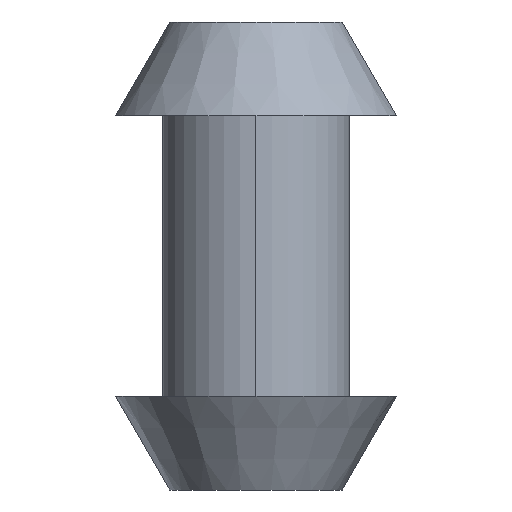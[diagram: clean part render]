
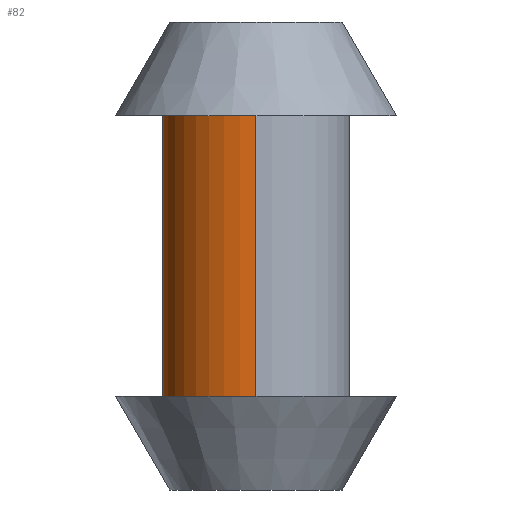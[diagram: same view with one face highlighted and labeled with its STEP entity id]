
A CAD part, left-side view. The second image highlights one B-rep face of the part: STEP entity #82.
In plain terms, the highlighted cylindrical face has radius 5 mm (diameter 10 mm), a partial arc.
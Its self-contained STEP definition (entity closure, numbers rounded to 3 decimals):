
#1 = DIRECTION ( 'NONE',  ( 0., 0., -1. ) ) ;
#55 = ORIENTED_EDGE ( 'NONE', *, *, #263, .T. ) ;
#60 = CARTESIAN_POINT ( 'NONE',  ( 5., 0., 7.5 ) ) ;
#66 = DIRECTION ( 'NONE',  ( 0., 0., 1. ) ) ;
#75 = CYLINDRICAL_SURFACE ( 'NONE', #500, 5. ) ;
#82 = ADVANCED_FACE ( 'NONE', ( #485 ), #75, .T. ) ;
#88 = CIRCLE ( 'NONE', #262, 5. ) ;
#90 = AXIS2_PLACEMENT_3D ( 'NONE', #446, #66, #377 ) ;
#92 = LINE ( 'NONE', #572, #647 ) ;
#112 = ORIENTED_EDGE ( 'NONE', *, *, #383, .F. ) ;
#188 = VERTEX_POINT ( 'NONE', #393 ) ;
#198 = VERTEX_POINT ( 'NONE', #378 ) ;
#212 = DIRECTION ( 'NONE',  ( 0., 0., -1. ) ) ;
#248 = DIRECTION ( 'NONE',  ( 0., 0., -1. ) ) ;
#262 = AXIS2_PLACEMENT_3D ( 'NONE', #359, #467, #363 ) ;
#263 = EDGE_CURVE ( 'NONE', #665, #188, #682, .T. ) ;
#304 = ORIENTED_EDGE ( 'NONE', *, *, #531, .T. ) ;
#359 = CARTESIAN_POINT ( 'NONE',  ( 0., 0., 7.5 ) ) ;
#363 = DIRECTION ( 'NONE',  ( 1., 0., 0. ) ) ;
#368 = CARTESIAN_POINT ( 'NONE',  ( 5., 0., 7.5 ) ) ;
#377 = DIRECTION ( 'NONE',  ( 1., 0., 0. ) ) ;
#378 = CARTESIAN_POINT ( 'NONE',  ( -5., 0., 7.5 ) ) ;
#383 = EDGE_CURVE ( 'NONE', #611, #198, #88, .T. ) ;
#392 = CARTESIAN_POINT ( 'NONE',  ( 5., 0., -7.5 ) ) ;
#393 = CARTESIAN_POINT ( 'NONE',  ( -5., 0., -7.5 ) ) ;
#414 = ORIENTED_EDGE ( 'NONE', *, *, #420, .F. ) ;
#420 = EDGE_CURVE ( 'NONE', #198, #188, #92, .T. ) ;
#423 = LINE ( 'NONE', #368, #502 ) ;
#428 = DIRECTION ( 'NONE',  ( -1., 0., 0. ) ) ;
#446 = CARTESIAN_POINT ( 'NONE',  ( 0., 0., -7.5 ) ) ;
#467 = DIRECTION ( 'NONE',  ( 0., 0., 1. ) ) ;
#485 = FACE_OUTER_BOUND ( 'NONE', #657, .T. ) ;
#500 = AXIS2_PLACEMENT_3D ( 'NONE', #540, #212, #428 ) ;
#502 = VECTOR ( 'NONE', #1, 1000. ) ;
#531 = EDGE_CURVE ( 'NONE', #611, #665, #423, .T. ) ;
#540 = CARTESIAN_POINT ( 'NONE',  ( 0., 0., 7.5 ) ) ;
#572 = CARTESIAN_POINT ( 'NONE',  ( -5., 0., 7.5 ) ) ;
#611 = VERTEX_POINT ( 'NONE', #60 ) ;
#647 = VECTOR ( 'NONE', #248, 1000. ) ;
#657 = EDGE_LOOP ( 'NONE', ( #112, #304, #55, #414 ) ) ;
#665 = VERTEX_POINT ( 'NONE', #392 ) ;
#682 = CIRCLE ( 'NONE', #90, 5. ) ;
